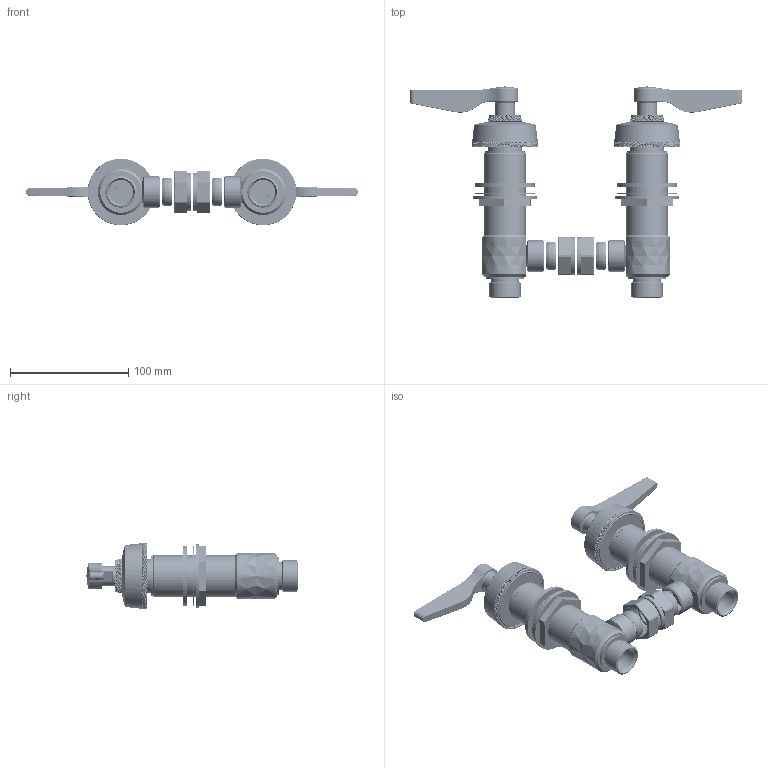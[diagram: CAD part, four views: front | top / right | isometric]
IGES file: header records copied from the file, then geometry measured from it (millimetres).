
Global section: file name: T10K42-LA; native system: Autodesk Inventor 2020; preprocessor: unknown; author: camerond; date: 20220321.084959; units: millimetre
Bounding box: 280.5 x 178.44 x 56.42 mm (x, y, z)
Volume: 301088.3 mm3; surface area: 198418.6 mm2
Topology: 50 solids, 50 shells, 15390 faces, 34448 edges, 19252 vertices
Faces by surface type: bspline 15390
